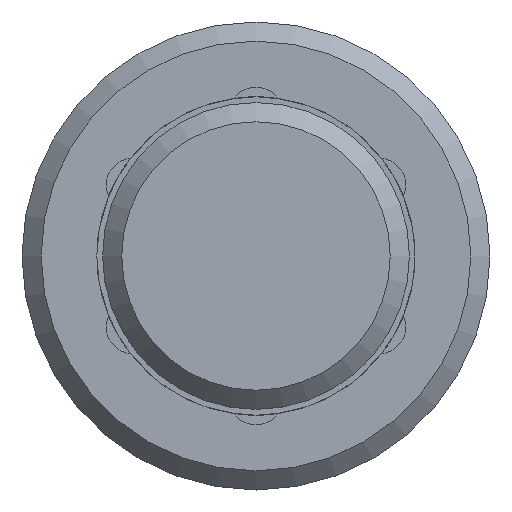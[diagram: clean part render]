
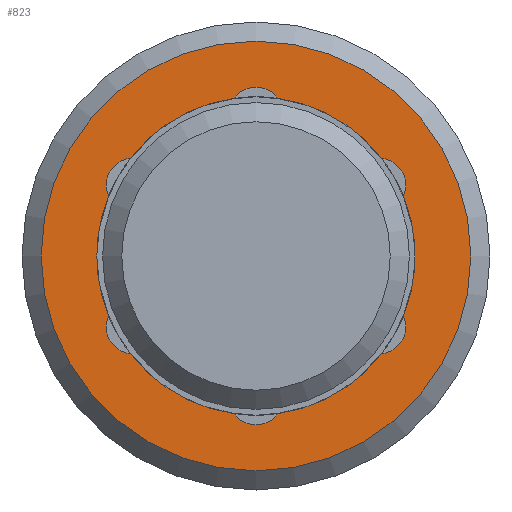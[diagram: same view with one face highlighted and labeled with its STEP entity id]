
A CAD part, front view. The second image highlights one B-rep face of the part: STEP entity #823.
In plain terms, the highlighted planar face has unit normal (0, -1, 0).
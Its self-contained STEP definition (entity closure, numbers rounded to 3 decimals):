
#165=FACE_BOUND('',#252,.T.);
#198=FACE_OUTER_BOUND('',#251,.T.);
#251=EDGE_LOOP('',(#667));
#252=EDGE_LOOP('',(#668,#669,#670,#671,#672,#673,#674,#675,#676,#677,#678,
#679,#680));
#293=CIRCLE('',#921,5.6);
#297=CIRCLE('',#927,0.7);
#298=CIRCLE('',#928,4.15);
#299=CIRCLE('',#929,0.7);
#300=CIRCLE('',#930,4.15);
#301=CIRCLE('',#931,0.7);
#302=CIRCLE('',#932,4.15);
#303=CIRCLE('',#933,0.7);
#304=CIRCLE('',#934,4.15);
#305=CIRCLE('',#935,4.15);
#306=CIRCLE('',#936,0.7);
#307=CIRCLE('',#937,4.15);
#308=CIRCLE('',#938,0.7);
#309=CIRCLE('',#939,4.15);
#371=VERTEX_POINT('',#1404);
#374=VERTEX_POINT('',#1415);
#375=VERTEX_POINT('',#1416);
#376=VERTEX_POINT('',#1418);
#377=VERTEX_POINT('',#1420);
#378=VERTEX_POINT('',#1422);
#379=VERTEX_POINT('',#1424);
#380=VERTEX_POINT('',#1426);
#381=VERTEX_POINT('',#1428);
#382=VERTEX_POINT('',#1430);
#383=VERTEX_POINT('',#1432);
#384=VERTEX_POINT('',#1434);
#385=VERTEX_POINT('',#1436);
#386=VERTEX_POINT('',#1438);
#473=EDGE_CURVE('',#371,#371,#293,.T.);
#478=EDGE_CURVE('',#374,#375,#297,.T.);
#479=EDGE_CURVE('',#375,#376,#298,.T.);
#480=EDGE_CURVE('',#376,#377,#299,.T.);
#481=EDGE_CURVE('',#377,#378,#300,.T.);
#482=EDGE_CURVE('',#378,#379,#301,.T.);
#483=EDGE_CURVE('',#379,#380,#302,.T.);
#484=EDGE_CURVE('',#380,#381,#303,.T.);
#485=EDGE_CURVE('',#381,#382,#304,.T.);
#486=EDGE_CURVE('',#382,#383,#305,.T.);
#487=EDGE_CURVE('',#383,#384,#306,.T.);
#488=EDGE_CURVE('',#384,#385,#307,.T.);
#489=EDGE_CURVE('',#385,#386,#308,.T.);
#490=EDGE_CURVE('',#386,#374,#309,.T.);
#667=ORIENTED_EDGE('',*,*,#473,.F.);
#668=ORIENTED_EDGE('',*,*,#478,.T.);
#669=ORIENTED_EDGE('',*,*,#479,.T.);
#670=ORIENTED_EDGE('',*,*,#480,.T.);
#671=ORIENTED_EDGE('',*,*,#481,.T.);
#672=ORIENTED_EDGE('',*,*,#482,.T.);
#673=ORIENTED_EDGE('',*,*,#483,.T.);
#674=ORIENTED_EDGE('',*,*,#484,.T.);
#675=ORIENTED_EDGE('',*,*,#485,.T.);
#676=ORIENTED_EDGE('',*,*,#486,.T.);
#677=ORIENTED_EDGE('',*,*,#487,.T.);
#678=ORIENTED_EDGE('',*,*,#488,.T.);
#679=ORIENTED_EDGE('',*,*,#489,.T.);
#680=ORIENTED_EDGE('',*,*,#490,.T.);
#784=PLANE('',#926);
#823=ADVANCED_FACE('',(#198,#165),#784,.T.);
#921=AXIS2_PLACEMENT_3D('',#1406,#1136,#1137);
#926=AXIS2_PLACEMENT_3D('',#1414,#1147,#1148);
#927=AXIS2_PLACEMENT_3D('',#1417,#1149,#1150);
#928=AXIS2_PLACEMENT_3D('',#1419,#1151,#1152);
#929=AXIS2_PLACEMENT_3D('',#1421,#1153,#1154);
#930=AXIS2_PLACEMENT_3D('',#1423,#1155,#1156);
#931=AXIS2_PLACEMENT_3D('',#1425,#1157,#1158);
#932=AXIS2_PLACEMENT_3D('',#1427,#1159,#1160);
#933=AXIS2_PLACEMENT_3D('',#1429,#1161,#1162);
#934=AXIS2_PLACEMENT_3D('',#1431,#1163,#1164);
#935=AXIS2_PLACEMENT_3D('',#1433,#1165,#1166);
#936=AXIS2_PLACEMENT_3D('',#1435,#1167,#1168);
#937=AXIS2_PLACEMENT_3D('',#1437,#1169,#1170);
#938=AXIS2_PLACEMENT_3D('',#1439,#1171,#1172);
#939=AXIS2_PLACEMENT_3D('',#1440,#1173,#1174);
#1136=DIRECTION('center_axis',(0.,1.,0.));
#1137=DIRECTION('ref_axis',(-1.,0.,0.));
#1147=DIRECTION('center_axis',(0.,-1.,0.));
#1148=DIRECTION('ref_axis',(0.,0.,-1.));
#1149=DIRECTION('center_axis',(0.,1.,0.));
#1150=DIRECTION('ref_axis',(-0.5,0.,0.866));
#1151=DIRECTION('center_axis',(0.,1.,0.));
#1152=DIRECTION('ref_axis',(1.,0.,0.));
#1153=DIRECTION('center_axis',(0.,1.,0.));
#1154=DIRECTION('ref_axis',(0.5,0.,0.866));
#1155=DIRECTION('center_axis',(0.,1.,0.));
#1156=DIRECTION('ref_axis',(1.,0.,0.));
#1157=DIRECTION('center_axis',(0.,1.,0.));
#1158=DIRECTION('ref_axis',(1.,0.,0.));
#1159=DIRECTION('center_axis',(0.,1.,0.));
#1160=DIRECTION('ref_axis',(1.,0.,0.));
#1161=DIRECTION('center_axis',(0.,1.,0.));
#1162=DIRECTION('ref_axis',(0.5,0.,-0.866));
#1163=DIRECTION('center_axis',(0.,1.,0.));
#1164=DIRECTION('ref_axis',(1.,0.,0.));
#1165=DIRECTION('center_axis',(0.,1.,0.));
#1166=DIRECTION('ref_axis',(1.,0.,0.));
#1167=DIRECTION('center_axis',(0.,1.,0.));
#1168=DIRECTION('ref_axis',(-0.5,0.,-0.866));
#1169=DIRECTION('center_axis',(0.,1.,0.));
#1170=DIRECTION('ref_axis',(1.,0.,0.));
#1171=DIRECTION('center_axis',(0.,1.,0.));
#1172=DIRECTION('ref_axis',(-1.,0.,0.));
#1173=DIRECTION('center_axis',(0.,1.,0.));
#1174=DIRECTION('ref_axis',(1.,0.,0.));
#1404=CARTESIAN_POINT('',(5.6,1.,0.));
#1406=CARTESIAN_POINT('Origin',(0.,1.,
0.));
#1414=CARTESIAN_POINT('Origin',(3.05,1.,0.));
#1415=CARTESIAN_POINT('',(3.277,1.,2.546));
#1416=CARTESIAN_POINT('',(3.844,1.,1.565));
#1417=CARTESIAN_POINT('Origin',(3.204,1.,1.85));
#1418=CARTESIAN_POINT('',(3.844,1.,-1.565));
#1419=CARTESIAN_POINT('Origin',(0.,1.,
0.));
#1420=CARTESIAN_POINT('',(3.277,1.,-2.546));
#1421=CARTESIAN_POINT('Origin',(3.204,1.,-1.85));
#1422=CARTESIAN_POINT('',(0.567,1.,-4.111));
#1423=CARTESIAN_POINT('Origin',(0.,1.,
0.));
#1424=CARTESIAN_POINT('',(-0.567,1.,-4.111));
#1425=CARTESIAN_POINT('Origin',(0.,1.,-3.7));
#1426=CARTESIAN_POINT('',(-3.277,1.,-2.546));
#1427=CARTESIAN_POINT('Origin',(0.,1.,
0.));
#1428=CARTESIAN_POINT('',(-3.844,1.,-1.565));
#1429=CARTESIAN_POINT('Origin',(-3.204,1.,-1.85));
#1430=CARTESIAN_POINT('',(-4.15,1.,0.));
#1431=CARTESIAN_POINT('Origin',(0.,1.,
0.));
#1432=CARTESIAN_POINT('',(-3.844,1.,1.565));
#1433=CARTESIAN_POINT('Origin',(0.,1.,
0.));
#1434=CARTESIAN_POINT('',(-3.277,1.,2.546));
#1435=CARTESIAN_POINT('Origin',(-3.204,1.,1.85));
#1436=CARTESIAN_POINT('',(-0.567,1.,4.111));
#1437=CARTESIAN_POINT('Origin',(0.,1.,
0.));
#1438=CARTESIAN_POINT('',(0.567,1.,4.111));
#1439=CARTESIAN_POINT('Origin',(0.,1.,
3.7));
#1440=CARTESIAN_POINT('Origin',(0.,1.,
0.));
